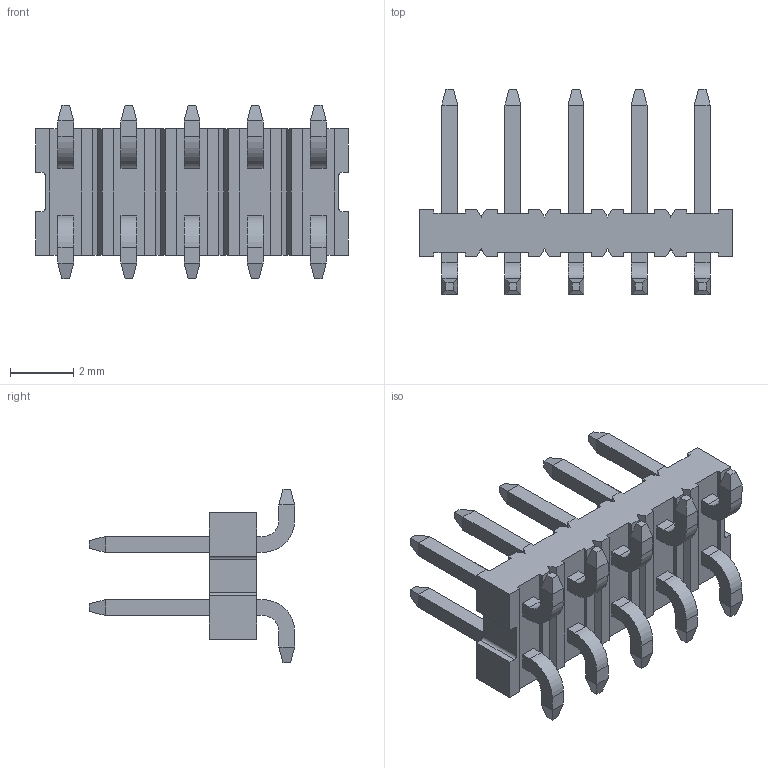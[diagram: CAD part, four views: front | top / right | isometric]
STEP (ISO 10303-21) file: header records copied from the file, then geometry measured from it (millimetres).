
FILE_DESCRIPTION (( 'STEP AP214' ), '1' );
FILE_NAME ('Connector Pin Male Rectangular 10-pin 2-row 2mm x 2mm 125V 2A Series Milli-Grid 87759 SMT Molex 0877591014.STEP', '2018-02-12T16:14:28', ( '' ), ( '' ), 'SwSTEP 2.0', 'SolidWorks 2016', '' );
FILE_SCHEMA (( 'AUTOMOTIVE_DESIGN' ));
Length unit declared in the file: millimetre
Products named in the file (1): Connector Pin Male Rectangular 10-pin 2-row 2mm x 2mm 125V 2A Series Milli-Grid 87759 SMT Molex 0877591014
Bounding box: 9.9 x 6.5 x 5.5 mm (x, y, z)
Volume: 67 mm3; surface area: 259.9 mm2
Topology: 1 solids, 1 shells, 342 faces, 840 edges, 520 vertices
Faces by surface type: plane 318, cylinder 24
Entity records: 9786 total; most frequent: CARTESIAN_POINT 1703, ORIENTED_EDGE 1680, DIRECTION 1574, EDGE_CURVE 840, LINE 792, VECTOR 792, VERTEX_POINT 520, AXIS2_PLACEMENT_3D 391
